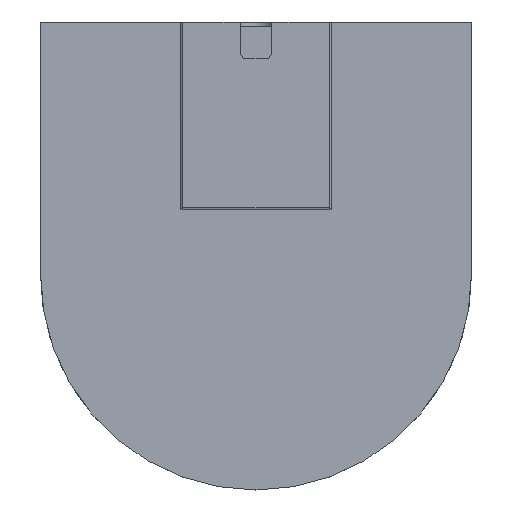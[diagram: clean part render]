
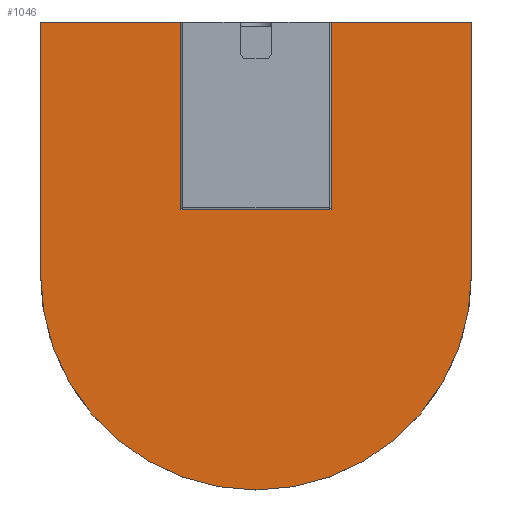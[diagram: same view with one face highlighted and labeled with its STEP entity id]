
A CAD part, top view. The second image highlights one B-rep face of the part: STEP entity #1046.
In plain terms, the highlighted planar face has unit normal (0, 0, 1).
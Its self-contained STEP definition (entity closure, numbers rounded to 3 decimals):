
#1046=ADVANCED_FACE('',(#1648,#1649),#1650,.T.);
#1648=FACE_BOUND('',#2357,.T.);
#1649=FACE_OUTER_BOUND('',#2358,.T.);
#1650=PLANE('',#2359);
#2357=EDGE_LOOP('',(#3542));
#2358=EDGE_LOOP('',(#3543,#3544,#3545,#3546,#3547,#3548));
#2359=AXIS2_PLACEMENT_3D('',#3549,#3550,#3551);
#3542=ORIENTED_EDGE('',*,*,#4204,.F.);
#3543=ORIENTED_EDGE('',*,*,#4218,.T.);
#3544=ORIENTED_EDGE('',*,*,#4215,.T.);
#3545=ORIENTED_EDGE('',*,*,#4220,.T.);
#3546=ORIENTED_EDGE('',*,*,#4221,.T.);
#3547=ORIENTED_EDGE('',*,*,#4222,.T.);
#3548=ORIENTED_EDGE('',*,*,#4210,.T.);
#3549=CARTESIAN_POINT('',(-174.0,189.0,3.0));
#3550=DIRECTION('',(0.0,0.0,1.0));
#3551=DIRECTION('',(1.0,0.0,0.0));
#4204=EDGE_CURVE('',#4916,#4916,#4917,.T.);
#4210=EDGE_CURVE('',#4922,#4926,#4928,.T.);
#4215=EDGE_CURVE('',#4931,#4935,#4937,.T.);
#4218=EDGE_CURVE('',#4926,#4931,#4940,.F.);
#4220=EDGE_CURVE('',#4935,#4942,#4943,.T.);
#4221=EDGE_CURVE('',#4942,#4944,#4945,.T.);
#4222=EDGE_CURVE('',#4944,#4922,#4946,.F.);
#4916=VERTEX_POINT('',#5886);
#4917=CIRCLE('',#5887,8.025);
#4922=VERTEX_POINT('',#5892);
#4926=VERTEX_POINT('',#5897);
#4928=CIRCLE('',#5900,1.0);
#4931=VERTEX_POINT('',#5903);
#4935=VERTEX_POINT('',#5908);
#4937=CIRCLE('',#5911,175.0);
#4940=LINE('',#5915,#5916);
#4942=VERTEX_POINT('',#5918);
#4943=LINE('',#5919,#5920);
#4944=VERTEX_POINT('',#5921);
#4945=CIRCLE('',#5922,1.0);
#4946=LINE('',#5923,#5924);
#5886=CARTESIAN_POINT('',(8.025,110.0,3.0));
#5887=AXIS2_PLACEMENT_3D('',#6539,#6540,#6541);
#5892=CARTESIAN_POINT('',(-174.0,190.0,3.0));
#5897=CARTESIAN_POINT('',(-175.0,189.0,3.0));
#5900=AXIS2_PLACEMENT_3D('',#6550,#6551,#6552);
#5903=CARTESIAN_POINT('',(-175.0,-15.0,3.0));
#5908=CARTESIAN_POINT('',(175.0,-15.0,3.0));
#5911=AXIS2_PLACEMENT_3D('',#6558,#6559,#6560);
#5915=CARTESIAN_POINT('',(-175.0,189.0,3.0));
#5916=VECTOR('',#6562,1.0);
#5918=CARTESIAN_POINT('',(175.0,189.0,3.0));
#5919=CARTESIAN_POINT('',(175.0,189.0,3.0));
#5920=VECTOR('',#6563,1.0);
#5921=CARTESIAN_POINT('',(174.0,190.0,3.0));
#5922=AXIS2_PLACEMENT_3D('',#6564,#6565,#6566);
#5923=CARTESIAN_POINT('',(-174.0,190.0,3.0));
#5924=VECTOR('',#6567,1.0);
#6539=CARTESIAN_POINT('',(0.,110.0,3.0));
#6540=DIRECTION('',(0.0,0.0,1.0));
#6541=DIRECTION('',(1.0,0.0,0.0));
#6550=CARTESIAN_POINT('',(-174.0,189.0,3.0));
#6551=DIRECTION('',(0.0,0.0,1.0));
#6552=DIRECTION('',(1.0,0.0,0.0));
#6558=CARTESIAN_POINT('',(0.,-15.0,3.0));
#6559=DIRECTION('',(0.0,0.0,1.0));
#6560=DIRECTION('',(1.0,0.0,0.0));
#6562=DIRECTION('',(0.0,1.0,0.0));
#6563=DIRECTION('',(0.0,1.0,0.0));
#6564=CARTESIAN_POINT('',(174.0,189.0,3.0));
#6565=DIRECTION('',(0.0,0.0,1.0));
#6566=DIRECTION('',(1.0,0.0,0.0));
#6567=DIRECTION('',(1.0,0.0,0.0));
